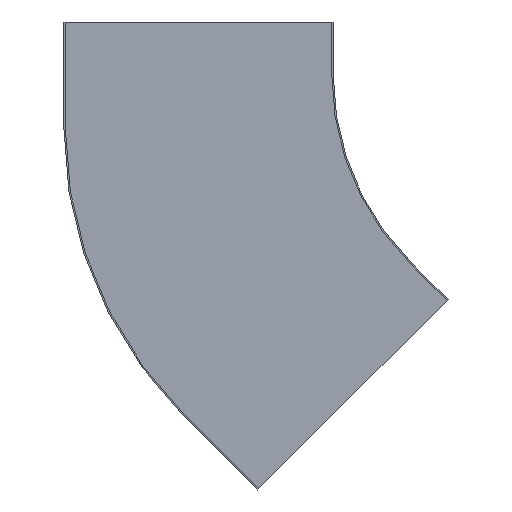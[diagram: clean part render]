
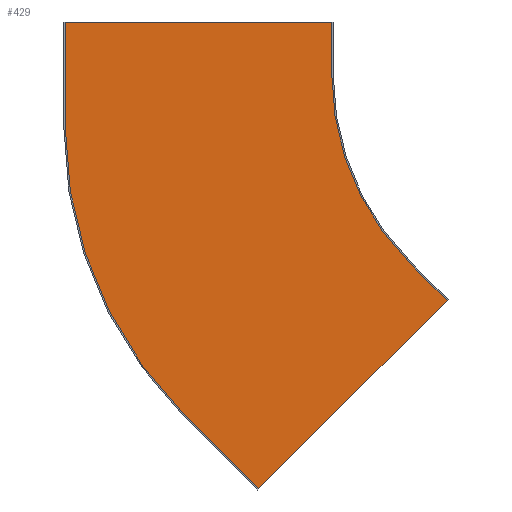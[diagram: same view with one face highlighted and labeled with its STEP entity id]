
A CAD part, front view. The second image highlights one B-rep face of the part: STEP entity #429.
In plain terms, the highlighted planar face has unit normal (0, -1, 0).
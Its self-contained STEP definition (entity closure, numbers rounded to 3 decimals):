
#14 = CARTESIAN_POINT ( 'NONE',  ( 75.2, 0., -30. ) ) ;
#16 = CARTESIAN_POINT ( 'NONE',  ( -75.2, 0., -59.409 ) ) ;
#21 = CARTESIAN_POINT ( 'NONE',  ( 33.94, 0., -263.487 ) ) ;
#66 = VERTEX_POINT ( 'NONE', #608 ) ;
#67 = VERTEX_POINT ( 'NONE', #599 ) ;
#69 = VERTEX_POINT ( 'NONE', #600 ) ;
#70 = VERTEX_POINT ( 'NONE', #607 ) ;
#100 = LINE ( 'NONE', #561, #104 ) ;
#103 = LINE ( 'NONE', #558, #106 ) ;
#104 = VECTOR ( 'NONE', #559, 1000. ) ;
#105 = LINE ( 'NONE', #554, #108 ) ;
#106 = VECTOR ( 'NONE', #556, 1000. ) ;
#108 = VECTOR ( 'NONE', #552, 1000. ) ;
#109 = LINE ( 'NONE', #579, #112 ) ;
#112 = VECTOR ( 'NONE', #583, 1000. ) ;
#143 = FACE_OUTER_BOUND ( 'NONE', #298, .T. ) ;
#158 = VERTEX_POINT ( 'NONE', #629 ) ;
#164 = AXIS2_PLACEMENT_3D ( 'NONE', #641, #640, #635 ) ;
#166 = AXIS2_PLACEMENT_3D ( 'NONE', #601, #595, #597 ) ;
#202 = DIRECTION ( 'NONE',  ( 0., 0., 1. ) ) ;
#203 = DIRECTION ( 'NONE',  ( 0., 1., 0. ) ) ;
#208 = PLANE ( 'NONE',  #249 ) ;
#209 = EDGE_CURVE ( 'NONE', #452, #69, #303, .T. ) ;
#221 = CARTESIAN_POINT ( 'NONE',  ( 154., 0., -59.409 ) ) ;
#242 = EDGE_CURVE ( 'NONE', #67, #452, #337, .T. ) ;
#247 = EDGE_CURVE ( 'NONE', #66, #158, #339, .T. ) ;
#249 = AXIS2_PLACEMENT_3D ( 'NONE', #221, #203, #202 ) ;
#253 = EDGE_CURVE ( 'NONE', #441, #66, #346, .T. ) ;
#257 = EDGE_CURVE ( 'NONE', #70, #441, #100, .T. ) ;
#258 = EDGE_CURVE ( 'NONE', #69, #70, #103, .T. ) ;
#260 = EDGE_CURVE ( 'NONE', #158, #443, #105, .T. ) ;
#262 = EDGE_CURVE ( 'NONE', #443, #67, #109, .T. ) ;
#298 = EDGE_LOOP ( 'NONE', ( #414, #413, #415, #412, #411, #410, #409, #408 ) ) ;
#299 = VECTOR ( 'NONE', #622, 1000. ) ;
#303 = LINE ( 'NONE', #625, #299 ) ;
#337 = CIRCLE ( 'NONE', #166, 229.2 ) ;
#339 = LINE ( 'NONE', #588, #349 ) ;
#346 = CIRCLE ( 'NONE', #164, 149.8 ) ;
#349 = VECTOR ( 'NONE', #620, 1000. ) ;
#408 = ORIENTED_EDGE ( 'NONE', *, *, #253, .F. ) ;
#409 = ORIENTED_EDGE ( 'NONE', *, *, #247, .F. ) ;
#410 = ORIENTED_EDGE ( 'NONE', *, *, #260, .F. ) ;
#411 = ORIENTED_EDGE ( 'NONE', *, *, #262, .F. ) ;
#412 = ORIENTED_EDGE ( 'NONE', *, *, #242, .F. ) ;
#413 = ORIENTED_EDGE ( 'NONE', *, *, #258, .F. ) ;
#414 = ORIENTED_EDGE ( 'NONE', *, *, #257, .F. ) ;
#415 = ORIENTED_EDGE ( 'NONE', *, *, #209, .F. ) ;
#429 = ADVANCED_FACE ( 'NONE', ( #143 ), #208, .F. ) ;
#441 = VERTEX_POINT ( 'NONE', #14 ) ;
#443 = VERTEX_POINT ( 'NONE', #21 ) ;
#452 = VERTEX_POINT ( 'NONE', #16 ) ;
#552 = DIRECTION ( 'NONE',  ( -0.707, 0., -0.707 ) ) ;
#554 = CARTESIAN_POINT ( 'NONE',  ( 33.374, 0., -264.052 ) ) ;
#556 = DIRECTION ( 'NONE',  ( 1., 0., 0. ) ) ;
#558 = CARTESIAN_POINT ( 'NONE',  ( -76., 0., 0. ) ) ;
#559 = DIRECTION ( 'NONE',  ( 0., 0., -1. ) ) ;
#561 = CARTESIAN_POINT ( 'NONE',  ( 75.2, 0., -59.409 ) ) ;
#579 = CARTESIAN_POINT ( 'NONE',  ( -8.069, 0., -221.478 ) ) ;
#583 = DIRECTION ( 'NONE',  ( -0.707, 0., 0.707 ) ) ;
#588 = CARTESIAN_POINT ( 'NONE',  ( 98.28, 0., -115.129 ) ) ;
#595 = DIRECTION ( 'NONE',  ( 0., 1., 0. ) ) ;
#597 = DIRECTION ( 'NONE',  ( 0., 0., 1. ) ) ;
#599 = CARTESIAN_POINT ( 'NONE',  ( -8.069, 0., -221.478 ) ) ;
#600 = CARTESIAN_POINT ( 'NONE',  ( -75.2, 0., 0. ) ) ;
#601 = CARTESIAN_POINT ( 'NONE',  ( 154., 0., -59.409 ) ) ;
#607 = CARTESIAN_POINT ( 'NONE',  ( 75.2, 0., 0. ) ) ;
#608 = CARTESIAN_POINT ( 'NONE',  ( 119.075, 0., -135.925 ) ) ;
#620 = DIRECTION ( 'NONE',  ( 0.707, 0., -0.707 ) ) ;
#622 = DIRECTION ( 'NONE',  ( 0., 0., 1. ) ) ;
#625 = CARTESIAN_POINT ( 'NONE',  ( -75.2, 0., -59.409 ) ) ;
#629 = CARTESIAN_POINT ( 'NONE',  ( 140.289, 0., -157.138 ) ) ;
#635 = DIRECTION ( 'NONE',  ( 0., 0., 1. ) ) ;
#640 = DIRECTION ( 'NONE',  ( 0., -1., 0. ) ) ;
#641 = CARTESIAN_POINT ( 'NONE',  ( 225., 0., -30. ) ) ;
